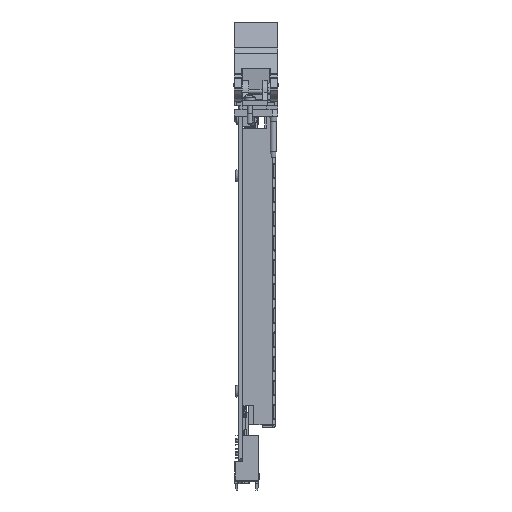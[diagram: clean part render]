
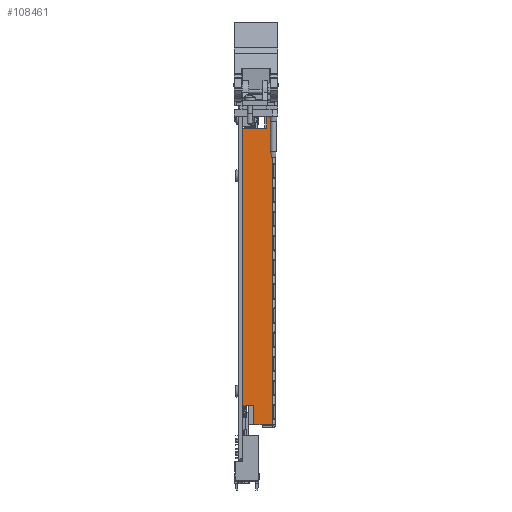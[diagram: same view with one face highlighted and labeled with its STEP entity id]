
A CAD part, front view. The second image highlights one B-rep face of the part: STEP entity #108461.
In plain terms, the highlighted planar face has unit normal (0, -1, 0).
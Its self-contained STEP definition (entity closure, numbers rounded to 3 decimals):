
#14956 = LINE ( 'NONE', #100055, #14968 ) ;
#14968 = VECTOR ( 'NONE', #100053, 1000. ) ;
#14978 = LINE ( 'NONE', #100065, #14984 ) ;
#14984 = VECTOR ( 'NONE', #100068, 1000. ) ;
#14994 = LINE ( 'NONE', #100073, #15000 ) ;
#14998 = LINE ( 'NONE', #100077, #15009 ) ;
#15000 = VECTOR ( 'NONE', #100076, 1000. ) ;
#15003 = LINE ( 'NONE', #100084, #15026 ) ;
#15009 = VECTOR ( 'NONE', #100075, 1000. ) ;
#15016 = LINE ( 'NONE', #100083, #15022 ) ;
#15020 = LINE ( 'NONE', #100085, #15031 ) ;
#15022 = VECTOR ( 'NONE', #100086, 1000. ) ;
#15024 = LINE ( 'NONE', #100087, #15035 ) ;
#15026 = VECTOR ( 'NONE', #100088, 1000. ) ;
#15031 = VECTOR ( 'NONE', #100090, 1000. ) ;
#15035 = VECTOR ( 'NONE', #100092, 1000. ) ;
#26060 = AXIS2_PLACEMENT_3D ( 'NONE', #137912, #137913, #137914 ) ;
#100053 = DIRECTION ( 'NONE',  ( 0., 0., 1. ) ) ;
#100055 = CARTESIAN_POINT ( 'NONE',  ( -36.033, -33.912, -134.472 ) ) ;
#100065 = CARTESIAN_POINT ( 'NONE',  ( -41.033, -33.912, -134.472 ) ) ;
#100068 = DIRECTION ( 'NONE',  ( -1., 0., 0. ) ) ;
#100073 = CARTESIAN_POINT ( 'NONE',  ( -30.033, -33.912, 1.528 ) ) ;
#100075 = DIRECTION ( 'NONE',  ( -1., 0., 0. ) ) ;
#100076 = DIRECTION ( 'NONE',  ( 0., 0., 1. ) ) ;
#100077 = CARTESIAN_POINT ( 'NONE',  ( -27.233, -33.912, 1.528 ) ) ;
#100083 = CARTESIAN_POINT ( 'NONE',  ( -27.233, -33.912, -143.172 ) ) ;
#100084 = CARTESIAN_POINT ( 'NONE',  ( -27.533, -33.912, -143.472 ) ) ;
#100085 = CARTESIAN_POINT ( 'NONE',  ( -30.033, -33.912, -7.472 ) ) ;
#100086 = DIRECTION ( 'NONE',  ( 1., 0., 0. ) ) ;
#100087 = CARTESIAN_POINT ( 'NONE',  ( -41.033, -33.912, -143.472 ) ) ;
#100088 = DIRECTION ( 'NONE',  ( 0., 0., 1. ) ) ;
#100090 = DIRECTION ( 'NONE',  ( 1., 0., 0. ) ) ;
#100092 = DIRECTION ( 'NONE',  ( 0., 0., 1. ) ) ;
#107049 = FACE_OUTER_BOUND ( 'NONE', #121718, .T. ) ;
#108461 = ADVANCED_FACE ( 'NONE', ( #107049 ), #137895, .F. ) ;
#111349 = CARTESIAN_POINT ( 'NONE',  ( -36.033, -33.912, -143.172 ) ) ;
#111354 = CARTESIAN_POINT ( 'NONE',  ( -27.533, -33.912, -143.172 ) ) ;
#111356 = CARTESIAN_POINT ( 'NONE',  ( -27.533, -33.912, 1.528 ) ) ;
#111357 = CARTESIAN_POINT ( 'NONE',  ( -36.033, -33.912, -134.472 ) ) ;
#111358 = CARTESIAN_POINT ( 'NONE',  ( -41.033, -33.912, -7.472 ) ) ;
#111359 = CARTESIAN_POINT ( 'NONE',  ( -41.033, -33.912, -134.472 ) ) ;
#111360 = CARTESIAN_POINT ( 'NONE',  ( -30.033, -33.912, -7.472 ) ) ;
#111364 = CARTESIAN_POINT ( 'NONE',  ( -30.033, -33.912, 1.528 ) ) ;
#118750 = VERTEX_POINT ( 'NONE', #111349 ) ;
#118763 = VERTEX_POINT ( 'NONE', #111357 ) ;
#118767 = VERTEX_POINT ( 'NONE', #111354 ) ;
#118769 = VERTEX_POINT ( 'NONE', #111359 ) ;
#118774 = VERTEX_POINT ( 'NONE', #111356 ) ;
#118777 = VERTEX_POINT ( 'NONE', #111358 ) ;
#118783 = VERTEX_POINT ( 'NONE', #111360 ) ;
#118785 = VERTEX_POINT ( 'NONE', #111364 ) ;
#121718 = EDGE_LOOP ( 'NONE', ( #153140, #153142, #153144, #153145, #153148, #153150, #153152, #153154 ) ) ;
#137895 = PLANE ( 'NONE',  #26060 ) ;
#137912 = CARTESIAN_POINT ( 'NONE',  ( -27.233, -33.912, -143.472 ) ) ;
#137913 = DIRECTION ( 'NONE',  ( 0., 1., 0. ) ) ;
#137914 = DIRECTION ( 'NONE',  ( 0., 0., -1. ) ) ;
#149392 = EDGE_CURVE ( 'NONE', #118750, #118763, #14956, .T. ) ;
#149404 = EDGE_CURVE ( 'NONE', #118763, #118769, #14978, .T. ) ;
#149415 = EDGE_CURVE ( 'NONE', #118783, #118785, #14994, .T. ) ;
#149421 = EDGE_CURVE ( 'NONE', #118774, #118785, #14998, .T. ) ;
#149430 = EDGE_CURVE ( 'NONE', #118750, #118767, #15016, .T. ) ;
#149432 = EDGE_CURVE ( 'NONE', #118767, #118774, #15003, .T. ) ;
#149435 = EDGE_CURVE ( 'NONE', #118777, #118783, #15020, .T. ) ;
#149438 = EDGE_CURVE ( 'NONE', #118769, #118777, #15024, .T. ) ;
#153140 = ORIENTED_EDGE ( 'NONE', *, *, #149430, .T. ) ;
#153142 = ORIENTED_EDGE ( 'NONE', *, *, #149432, .T. ) ;
#153144 = ORIENTED_EDGE ( 'NONE', *, *, #149421, .T. ) ;
#153145 = ORIENTED_EDGE ( 'NONE', *, *, #149415, .F. ) ;
#153148 = ORIENTED_EDGE ( 'NONE', *, *, #149435, .F. ) ;
#153150 = ORIENTED_EDGE ( 'NONE', *, *, #149438, .F. ) ;
#153152 = ORIENTED_EDGE ( 'NONE', *, *, #149404, .F. ) ;
#153154 = ORIENTED_EDGE ( 'NONE', *, *, #149392, .F. ) ;
